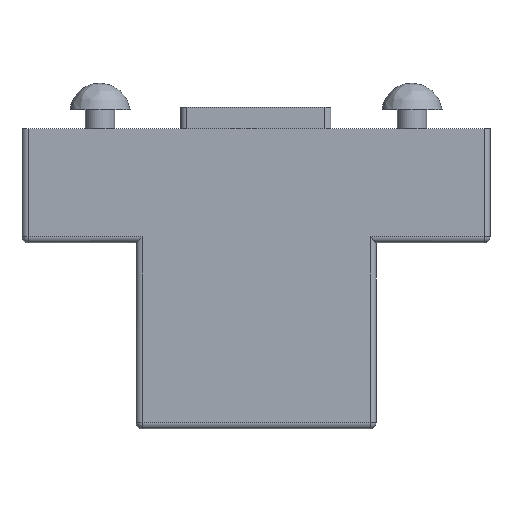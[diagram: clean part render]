
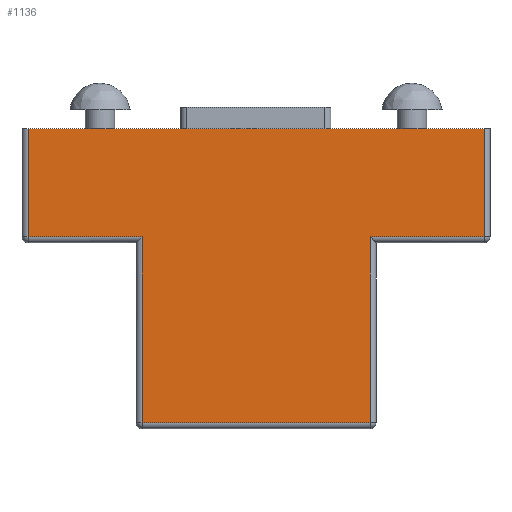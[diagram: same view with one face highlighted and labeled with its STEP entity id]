
A CAD part, front view. The second image highlights one B-rep face of the part: STEP entity #1136.
In plain terms, the highlighted planar face has unit normal (0, -1, 0).
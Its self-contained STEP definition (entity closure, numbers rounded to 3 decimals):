
#31=PLANE('',#1242);
#86=FACE_OUTER_BOUND('',#164,.T.);
#164=EDGE_LOOP('',(#809,#810,#811,#812,#813,#814,#815,#816));
#246=LINE('',#1758,#352);
#257=LINE('',#1787,#363);
#258=LINE('',#1791,#364);
#259=LINE('',#1793,#365);
#260=LINE('',#1795,#366);
#261=LINE('',#1797,#367);
#262=LINE('',#1799,#368);
#263=LINE('',#1800,#369);
#352=VECTOR('',#1382,10.);
#363=VECTOR('',#1411,10.);
#364=VECTOR('',#1416,10.);
#365=VECTOR('',#1417,10.);
#366=VECTOR('',#1418,10.);
#367=VECTOR('',#1419,10.);
#368=VECTOR('',#1420,10.);
#369=VECTOR('',#1421,10.);
#514=VERTEX_POINT('',#1752);
#516=VERTEX_POINT('',#1756);
#525=VERTEX_POINT('',#1786);
#526=VERTEX_POINT('',#1790);
#527=VERTEX_POINT('',#1792);
#528=VERTEX_POINT('',#1794);
#529=VERTEX_POINT('',#1796);
#530=VERTEX_POINT('',#1798);
#618=EDGE_CURVE('',#516,#514,#246,.T.);
#632=EDGE_CURVE('',#514,#525,#257,.T.);
#634=EDGE_CURVE('',#526,#516,#258,.T.);
#635=EDGE_CURVE('',#527,#526,#259,.T.);
#636=EDGE_CURVE('',#528,#527,#260,.T.);
#637=EDGE_CURVE('',#529,#528,#261,.T.);
#638=EDGE_CURVE('',#530,#529,#262,.T.);
#639=EDGE_CURVE('',#530,#525,#263,.T.);
#809=ORIENTED_EDGE('',*,*,#618,.F.);
#810=ORIENTED_EDGE('',*,*,#634,.F.);
#811=ORIENTED_EDGE('',*,*,#635,.F.);
#812=ORIENTED_EDGE('',*,*,#636,.F.);
#813=ORIENTED_EDGE('',*,*,#637,.F.);
#814=ORIENTED_EDGE('',*,*,#638,.F.);
#815=ORIENTED_EDGE('',*,*,#639,.T.);
#816=ORIENTED_EDGE('',*,*,#632,.F.);
#1136=ADVANCED_FACE('',(#86),#31,.T.);
#1242=AXIS2_PLACEMENT_3D('',#1789,#1414,#1415);
#1382=DIRECTION('',(-1.,0.,0.));
#1411=DIRECTION('',(0.,0.,1.));
#1414=DIRECTION('center_axis',(0.,-1.,0.));
#1415=DIRECTION('ref_axis',(-1.,0.,0.));
#1416=DIRECTION('',(0.,0.,1.));
#1417=DIRECTION('',(-1.,0.,0.));
#1418=DIRECTION('',(0.,0.,-1.));
#1419=DIRECTION('',(-1.,0.,0.));
#1420=DIRECTION('',(0.,0.,-1.));
#1421=DIRECTION('',(-1.,0.,0.));
#1752=CARTESIAN_POINT('',(-19.,-7.25,-9.));
#1756=CARTESIAN_POINT('',(-9.5,-7.25,-9.));
#1758=CARTESIAN_POINT('',(9.75,-7.25,-9.));
#1786=CARTESIAN_POINT('',(-19.,-7.25,0.));
#1787=CARTESIAN_POINT('',(-19.,-7.25,0.));
#1789=CARTESIAN_POINT('Origin',(19.5,-7.25,0.));
#1790=CARTESIAN_POINT('',(-9.5,-7.25,-24.5));
#1791=CARTESIAN_POINT('',(-9.5,-7.25,-4.75));
#1792=CARTESIAN_POINT('',(9.5,-7.25,-24.5));
#1793=CARTESIAN_POINT('',(9.75,-7.25,-24.5));
#1794=CARTESIAN_POINT('',(9.5,-7.25,-9.));
#1795=CARTESIAN_POINT('',(9.5,-7.25,-4.75));
#1796=CARTESIAN_POINT('',(19.,-7.25,-9.));
#1797=CARTESIAN_POINT('',(9.75,-7.25,-9.));
#1798=CARTESIAN_POINT('',(19.,-7.25,0.));
#1799=CARTESIAN_POINT('',(19.,-7.25,0.));
#1800=CARTESIAN_POINT('',(19.5,-7.25,0.));
